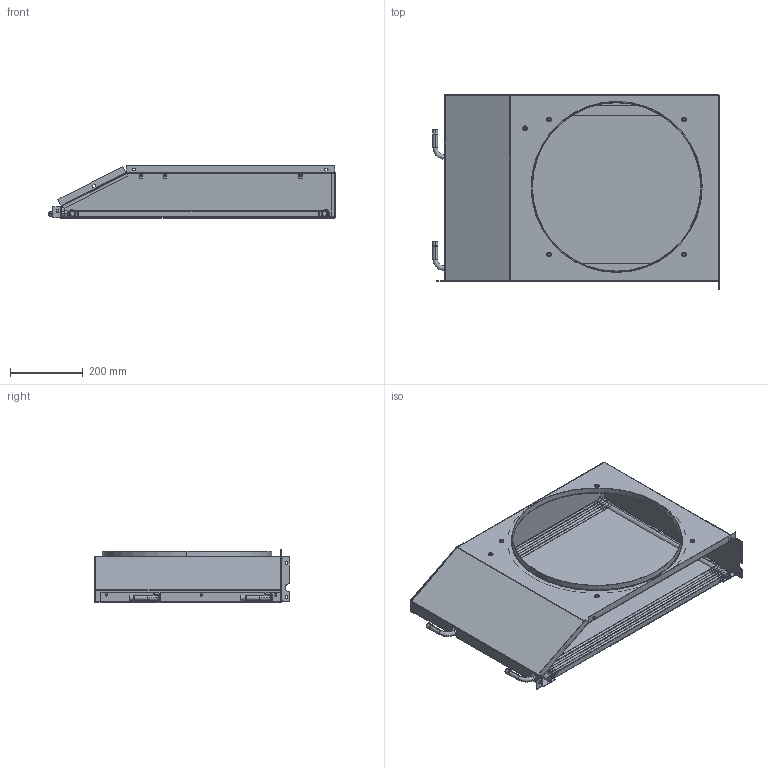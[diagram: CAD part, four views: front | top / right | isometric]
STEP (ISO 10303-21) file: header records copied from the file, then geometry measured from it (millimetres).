
FILE_DESCRIPTION (( 'STEP AP203' ), '1' );
FILE_NAME ('119-9071.STEP', '2024-12-04T17:24:58', ( '' ), ( '' ), 'SwSTEP 2.0', 'SolidWorks 2022', '' );
FILE_SCHEMA (( 'CONFIG_CONTROL_DESIGN' ));
Length unit declared in the file: millimetre
Products named in the file (4): 021Z0643; 119-9071; 119-8207P02_Valor predeterminado; 119-8207P01_Valor predeterminado
Assembly tree (3 placements, depth 2):
  119-9071
    119-8207P01_Valor predeterminado
    021Z0643
    119-8207P02_Valor predeterminado
Bounding box: 786.74 x 534.4 x 145.72 mm (x, y, z)
Volume: 776007.4 mm3; surface area: 2169762.9 mm2
Topology: 7 solids, 63 shells, 1547 faces, 5909 edges, 3935 vertices
Faces by surface type: plane 1067, cylinder 441, bspline 21, cone 14, torus 4
Entity records: 62272 total; most frequent: CARTESIAN_POINT 11831, DIRECTION 11001, ORIENTED_EDGE 9410, EDGE_CURVE 5909, VERTEX_POINT 3935, LINE 3871, VECTOR 3871, AXIS2_PLACEMENT_3D 3565
